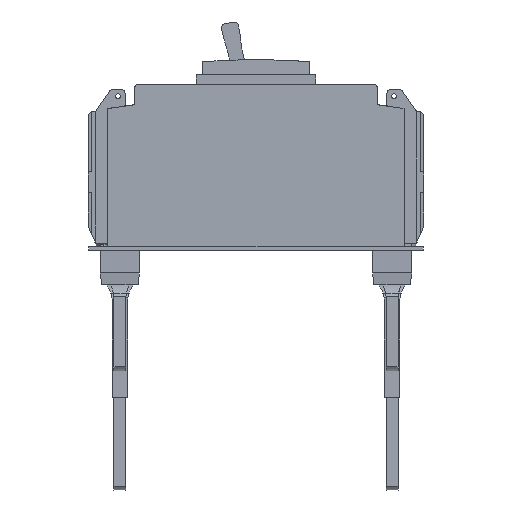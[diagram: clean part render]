
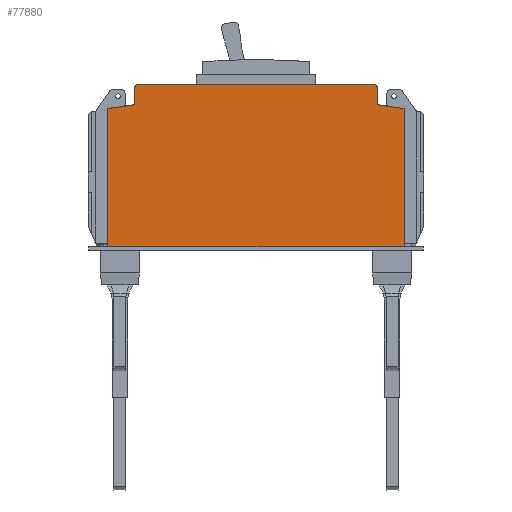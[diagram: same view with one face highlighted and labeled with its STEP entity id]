
A CAD part, left-side view. The second image highlights one B-rep face of the part: STEP entity #77880.
In plain terms, the highlighted planar face has unit normal (-1, 0, 0).
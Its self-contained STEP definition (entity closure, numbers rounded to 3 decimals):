
#49960=CARTESIAN_POINT('',(38.906,303.252,
-37.101));
#49970=VERTEX_POINT('',#49960);
#50000=CARTESIAN_POINT('',(38.906,0.,-79.72));
#50010=DIRECTION('',(0.,0.99,0.139));
#50020=VECTOR('',#50010,1.);
#50030=LINE('',#50000,#50020);
#50040=CARTESIAN_POINT('',(38.906,314.252,
-35.555));
#50050=VERTEX_POINT('',#50040);
#50060=EDGE_CURVE('',#49970,#50050,#50030,.T.);
#64950=CARTESIAN_POINT('',(38.906,416.252,
-35.555));
#64960=VERTEX_POINT('',#64950);
#64990=CARTESIAN_POINT('',(38.906,0.,22.945));
#65000=DIRECTION('',(0.,-0.99,0.139));
#65010=VECTOR('',#65000,1.);
#65020=LINE('',#64990,#65010);
#65030=CARTESIAN_POINT('',(38.906,427.28,
-37.105));
#65040=VERTEX_POINT('',#65030);
#65050=EDGE_CURVE('',#65040,#64960,#65020,.T.);
#66610=CARTESIAN_POINT('',(38.906,314.252,
-28.995));
#66620=VERTEX_POINT('',#66610);
#66650=CARTESIAN_POINT('',(38.906,316.252,
-28.995));
#66660=DIRECTION('',(-1.,0.,0.));
#66670=DIRECTION('',(0.,1.,0.));
#66680=AXIS2_PLACEMENT_3D('',#66650,#66660,#66670);
#66690=CIRCLE('',#66680,2.);
#66700=CARTESIAN_POINT('',(38.906,316.252,
-26.995));
#66710=VERTEX_POINT('',#66700);
#66720=EDGE_CURVE('',#66620,#66710,#66690,.T.);
#68840=CARTESIAN_POINT('',(38.906,430.252,0.));
#68850=DIRECTION('',(1.,-0.,0.));
#68860=DIRECTION('',(0.,0.,-1.));
#68870=AXIS2_PLACEMENT_3D('',#68840,#68850,#68860);
#68880=PLANE('',#68870);
#68890=CARTESIAN_POINT('',(38.906,0.,-94.995));
#68900=DIRECTION('',(0.,-1.,0.));
#68910=VECTOR('',#68900,1.);
#68920=LINE('',#68890,#68910);
#72080=CARTESIAN_POINT('',(38.906,414.252,
-26.995));
#72090=VERTEX_POINT('',#72080);
#72120=CARTESIAN_POINT('',(38.906,414.252,
-28.995));
#72130=DIRECTION('',(1.,0.,0.));
#72140=DIRECTION('',(0.,-1.,0.));
#72150=AXIS2_PLACEMENT_3D('',#72120,#72130,#72140);
#72160=CIRCLE('',#72150,2.);
#72170=CARTESIAN_POINT('',(38.906,416.252,
-28.995));
#72180=VERTEX_POINT('',#72170);
#72190=EDGE_CURVE('',#72180,#72090,#72160,.T.);
#73290=CARTESIAN_POINT('',(38.906,416.252,0.));
#73300=DIRECTION('',(0.,0.,-1.));
#73310=VECTOR('',#73300,1.);
#73320=LINE('',#73290,#73310);
#73330=EDGE_CURVE('',#72180,#64960,#73320,.T.);
#76110=CARTESIAN_POINT('',(38.906,427.28,0.));
#76120=DIRECTION('',(0.,0.,1.));
#76130=VECTOR('',#76120,1.);
#76140=LINE('',#76110,#76130);
#76150=CARTESIAN_POINT('',(38.906,427.28,
-93.495));
#76160=VERTEX_POINT('',#76150);
#76170=EDGE_CURVE('',#76160,#65040,#76140,.T.);
#77420=CARTESIAN_POINT('',(38.906,303.252,0.));
#77430=DIRECTION('',(0.,0.,-1.));
#77440=VECTOR('',#77430,1.);
#77450=LINE('',#77420,#77440);
#77460=CARTESIAN_POINT('',(38.906,303.252,
-94.995));
#77470=VERTEX_POINT('',#77460);
#77480=EDGE_CURVE('',#49970,#77470,#77450,.T.);
#77490=ORIENTED_EDGE('',*,*,#77480,.F.);
#77500=CARTESIAN_POINT('',(38.906,427.252,
-94.995));
#77510=VERTEX_POINT('',#77500);
#77520=EDGE_CURVE('',#77510,#77470,#68920,.T.);
#77530=ORIENTED_EDGE('',*,*,#77520,.T.);
#77540=CARTESIAN_POINT('',(38.906,427.252,0.));
#77550=DIRECTION('',(0.,0.,1.));
#77560=VECTOR('',#77550,1.);
#77570=LINE('',#77540,#77560);
#77580=CARTESIAN_POINT('',(38.906,427.252,
-93.495));
#77590=VERTEX_POINT('',#77580);
#77600=EDGE_CURVE('',#77510,#77590,#77570,.T.);
#77610=ORIENTED_EDGE('',*,*,#77600,.F.);
#77620=CARTESIAN_POINT('',(38.906,0.,-93.495));
#77630=DIRECTION('',(0.,1.,0.));
#77640=VECTOR('',#77630,1.);
#77650=LINE('',#77620,#77640);
#77660=EDGE_CURVE('',#77590,#76160,#77650,.T.);
#77670=ORIENTED_EDGE('',*,*,#77660,.F.);
#77680=ORIENTED_EDGE('',*,*,#76170,.F.);
#77690=ORIENTED_EDGE('',*,*,#65050,.F.);
#77700=ORIENTED_EDGE('',*,*,#73330,.T.);
#77710=ORIENTED_EDGE('',*,*,#72190,.F.);
#77720=CARTESIAN_POINT('',(38.906,730.504,
-26.995));
#77730=DIRECTION('',(0.,-1.,0.));
#77740=VECTOR('',#77730,1.);
#77750=LINE('',#77720,#77740);
#77760=EDGE_CURVE('',#72090,#66710,#77750,.T.);
#77770=ORIENTED_EDGE('',*,*,#77760,.F.);
#77780=ORIENTED_EDGE('',*,*,#66720,.T.);
#77790=CARTESIAN_POINT('',(38.906,314.252,0.));
#77800=DIRECTION('',(0.,0.,1.));
#77810=VECTOR('',#77800,1.);
#77820=LINE('',#77790,#77810);
#77830=EDGE_CURVE('',#50050,#66620,#77820,.T.);
#77840=ORIENTED_EDGE('',*,*,#77830,.T.);
#77850=ORIENTED_EDGE('',*,*,#50060,.T.);
#77860=EDGE_LOOP('',(#77850,#77840,#77780,#77770,#77710,#77700,#77690,
#77680,#77670,#77610,#77530,#77490));
#77870=FACE_OUTER_BOUND('',#77860,.T.);
#77880=ADVANCED_FACE('',(#77870),#68880,.F.);
